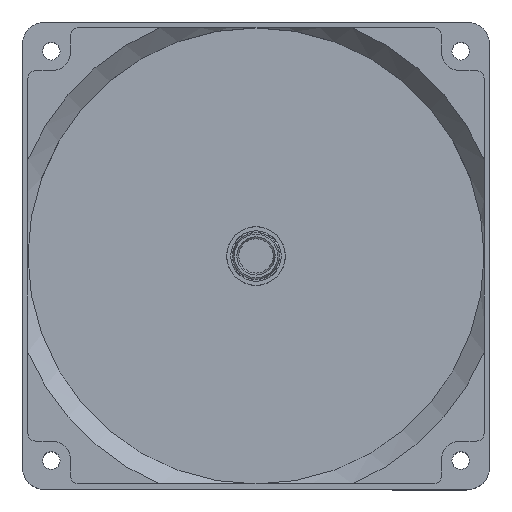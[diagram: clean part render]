
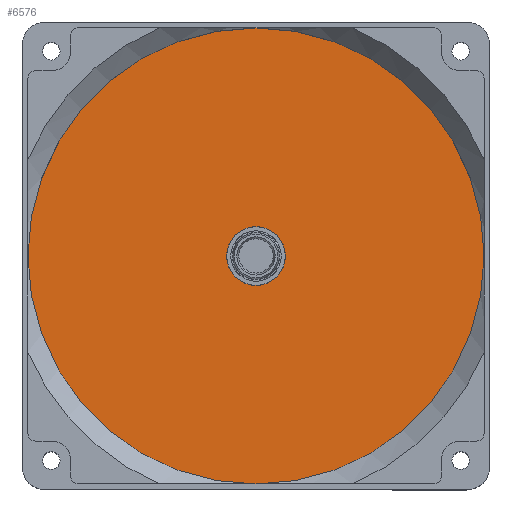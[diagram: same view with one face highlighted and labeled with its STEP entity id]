
A CAD part, top view. The second image highlights one B-rep face of the part: STEP entity #6576.
In plain terms, the highlighted planar face has unit normal (0, 0, 1).
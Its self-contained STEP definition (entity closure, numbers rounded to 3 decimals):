
#1=CARTESIAN_POINT('',(0.,0.,6.2));
#2=DIRECTION('',(0.,0.,-1.));
#3=DIRECTION('',(1.,0.,0.));
#4=AXIS2_PLACEMENT_3D('',#1,#2,#3);
#3425=CARTESIAN_POINT('',(0.,0.,6.2));
#3426=DIRECTION('',(0.,0.,-1.));
#3427=DIRECTION('',(-1.,0.,0.));
#3428=AXIS2_PLACEMENT_3D('',#3425,#3426,#3427);
#5180=CARTESIAN_POINT('',(0.,0.,6.2));
#5181=DIRECTION('',(0.,0.,-1.));
#5182=DIRECTION('',(0.866,0.5,0.));
#5183=AXIS2_PLACEMENT_3D('',#5180,#5181,#5182);
#5190=CARTESIAN_POINT('',(0.,0.,6.2));
#5191=DIRECTION('',(0.,0.,-1.));
#5192=DIRECTION('',(-0.866,-0.5,0.));
#5193=AXIS2_PLACEMENT_3D('',#5190,#5191,#5192);
#6274=CARTESIAN_POINT('',(6.515,3.762,6.2));
#6275=CARTESIAN_POINT('',(-6.515,-3.762,6.2));
#6276=VERTEX_POINT('',#6274);
#6277=VERTEX_POINT('',#6275);
#6306=CARTESIAN_POINT('',(58.5,0.,6.2));
#6307=CARTESIAN_POINT('',(-58.5,0.,6.2));
#6308=VERTEX_POINT('',#6306);
#6309=VERTEX_POINT('',#6307);
#6560=CARTESIAN_POINT('',(0.,0.,6.2));
#6561=DIRECTION('',(0.,0.,-1.));
#6562=DIRECTION('',(-1.,0.,0.));
#6563=AXIS2_PLACEMENT_3D('',#6560,#6561,#6562);
#6564=PLANE('',#6563);
#6565=ORIENTED_EDGE('',*,*,#6387,.T.);
#6567=ORIENTED_EDGE('',*,*,#6566,.T.);
#6568=EDGE_LOOP('',(#6565,#6567));
#6569=FACE_OUTER_BOUND('',#6568,.F.);
#6571=ORIENTED_EDGE('',*,*,#6570,.F.);
#6573=ORIENTED_EDGE('',*,*,#6572,.F.);
#6574=EDGE_LOOP('',(#6571,#6573));
#6575=FACE_BOUND('',#6574,.F.);
#6576=ADVANCED_FACE('',(#6569,#6575),#6564,.F.);
#5=CIRCLE('',#4,58.5);
#3429=CIRCLE('',#3428,58.5);
#5184=CIRCLE('',#5183,7.523);
#5194=CIRCLE('',#5193,7.523);
#6387=EDGE_CURVE('',#6308,#6309,#5,.T.);
#6566=EDGE_CURVE('',#6309,#6308,#3429,.T.);
#6570=EDGE_CURVE('',#6276,#6277,#5184,.T.);
#6572=EDGE_CURVE('',#6277,#6276,#5194,.T.);
